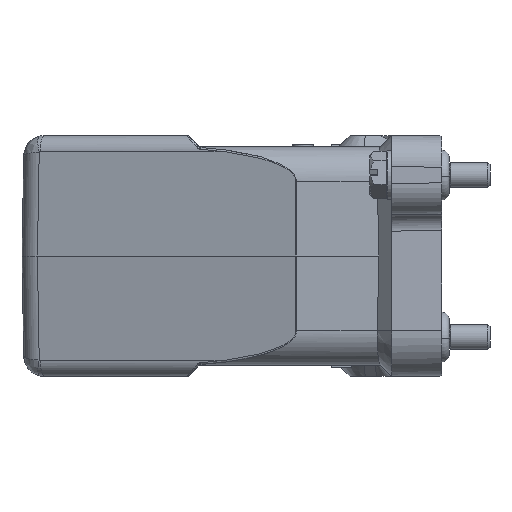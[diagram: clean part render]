
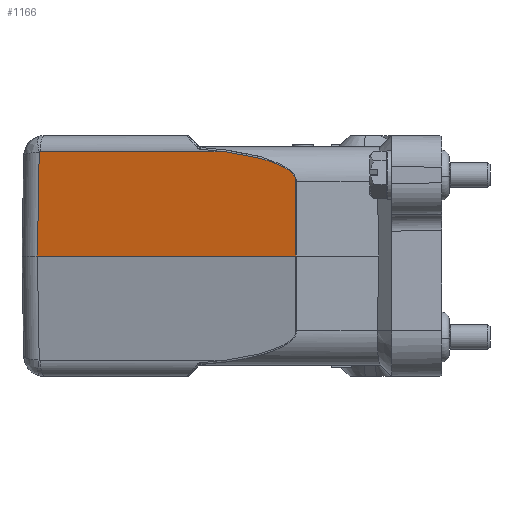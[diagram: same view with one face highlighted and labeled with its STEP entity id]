
A CAD part, left-side view. The second image highlights one B-rep face of the part: STEP entity #1166.
In plain terms, the highlighted planar face has unit normal (-0.966, 0.259, 0.018).
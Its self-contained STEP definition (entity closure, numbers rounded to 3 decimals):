
#315=B_SPLINE_CURVE_WITH_KNOTS('',3,(#12883,#12884,#12885,#12886,#12887,
#12888,#12889,#12890,#12891,#12892,#12893,#12894,#12895,#12896,#12897,#12898,
#12899,#12900,#12901,#12902),.UNSPECIFIED.,.F.,.F.,(4,2,2,2,2,2,2,2,2,4),
(0.,0.25,0.5,0.625,0.75,0.813,0.875,0.938,0.969,1.),
 .UNSPECIFIED.);
#362=B_SPLINE_CURVE_WITH_KNOTS('',3,(#14084,#14085,#14086,#14087),
 .UNSPECIFIED.,.F.,.F.,(4,4),(0.,1.),.UNSPECIFIED.);
#775=PLANE('',#8949);
#1166=ADVANCED_FACE('NONE',(#1798),#775,.T.);
#1798=FACE_OUTER_BOUND('',#2295,.T.);
#2295=EDGE_LOOP('',(#3896,#3897,#3898,#3899,#3900,#3901));
#3896=ORIENTED_EDGE('',*,*,#6731,.F.);
#3897=ORIENTED_EDGE('',*,*,#6732,.T.);
#3898=ORIENTED_EDGE('',*,*,#6733,.T.);
#3899=ORIENTED_EDGE('',*,*,#6518,.F.);
#3900=ORIENTED_EDGE('',*,*,#6517,.F.);
#3901=ORIENTED_EDGE('',*,*,#6729,.T.);
#5592=VERTEX_POINT('',#12844);
#5594=VERTEX_POINT('',#12882);
#5595=VERTEX_POINT('',#12992);
#5703=VERTEX_POINT('',#14069);
#5704=VERTEX_POINT('',#14088);
#5705=VERTEX_POINT('',#14090);
#6517=EDGE_CURVE('NONE',#5592,#5594,#315,.T.);
#6518=EDGE_CURVE('NONE',#5594,#5595,#7543,.T.);
#6729=EDGE_CURVE('NONE',#5592,#5703,#7699,.T.);
#6731=EDGE_CURVE('NONE',#5704,#5703,#362,.T.);
#6732=EDGE_CURVE('NONE',#5704,#5705,#7700,.T.);
#6733=EDGE_CURVE('NONE',#5705,#5595,#7701,.T.);
#7543=LINE('',#12991,#8209);
#7699=LINE('',#14070,#8365);
#7700=LINE('',#14089,#8366);
#7701=LINE('',#14091,#8367);
#8209=VECTOR('',#9972,1.);
#8365=VECTOR('',#10320,1.);
#8366=VECTOR('',#10323,1.);
#8367=VECTOR('',#10324,1.);
#8949=AXIS2_PLACEMENT_3D('',#14092,#10325,#10326);
#9972=DIRECTION('',(-0.017,0.002,-1.));
#10320=DIRECTION('',(0.259,0.966,0.));
#10323=DIRECTION('',(-0.013,0.017,-1.));
#10324=DIRECTION('',(-0.259,-0.966,0.));
#10325=DIRECTION('',(-0.966,0.259,0.017));
#10326=DIRECTION('',(-0.259,-0.966,0.));
#12844=CARTESIAN_POINT('',(-46.529,51.861,25.07));
#12882=CARTESIAN_POINT('',(-51.17,35.022,17.948));
#12883=CARTESIAN_POINT('',(-46.529,51.861,25.07));
#12884=CARTESIAN_POINT('',(-46.957,50.278,24.872));
#12885=CARTESIAN_POINT('',(-47.384,48.7,24.629));
#12886=CARTESIAN_POINT('',(-48.235,45.566,24.024));
#12887=CARTESIAN_POINT('',(-48.658,44.01,23.663));
#12888=CARTESIAN_POINT('',(-49.285,41.716,22.977));
#12889=CARTESIAN_POINT('',(-49.493,40.958,22.724));
#12890=CARTESIAN_POINT('',(-49.902,39.469,22.146));
#12891=CARTESIAN_POINT('',(-50.104,38.737,21.823));
#12892=CARTESIAN_POINT('',(-50.397,37.684,21.249));
#12893=CARTESIAN_POINT('',(-50.492,37.341,21.042));
#12894=CARTESIAN_POINT('',(-50.677,36.683,20.587));
#12895=CARTESIAN_POINT('',(-50.766,36.367,20.338));
#12896=CARTESIAN_POINT('',(-50.93,35.792,19.778));
#12897=CARTESIAN_POINT('',(-51.006,35.531,19.465));
#12898=CARTESIAN_POINT('',(-51.094,35.24,18.933));
#12899=CARTESIAN_POINT('',(-51.118,35.16,18.745));
#12900=CARTESIAN_POINT('',(-51.155,35.051,18.355));
#12901=CARTESIAN_POINT('',(-51.166,35.022,18.152));
#12902=CARTESIAN_POINT('',(-51.17,35.022,17.948));
#12991=CARTESIAN_POINT('',(-51.165,35.022,18.241));
#12992=CARTESIAN_POINT('',(-51.483,35.064,0.));
#14069=CARTESIAN_POINT('',(-34.537,96.615,25.07));
#14070=CARTESIAN_POINT('',(-33.393,100.887,25.07));
#14084=CARTESIAN_POINT('',(-34.473,96.857,25.04));
#14085=CARTESIAN_POINT('',(-34.494,96.778,25.06));
#14086=CARTESIAN_POINT('',(-34.515,96.697,25.07));
#14087=CARTESIAN_POINT('',(-34.537,96.615,25.07));
#14088=CARTESIAN_POINT('',(-34.473,96.857,25.04));
#14089=CARTESIAN_POINT('',(-34.473,96.857,25.04));
#14090=CARTESIAN_POINT('',(-34.808,97.295,0.));
#14091=CARTESIAN_POINT('',(-33.815,101.,0.));
#14092=CARTESIAN_POINT('',(-33.815,101.,0.));
